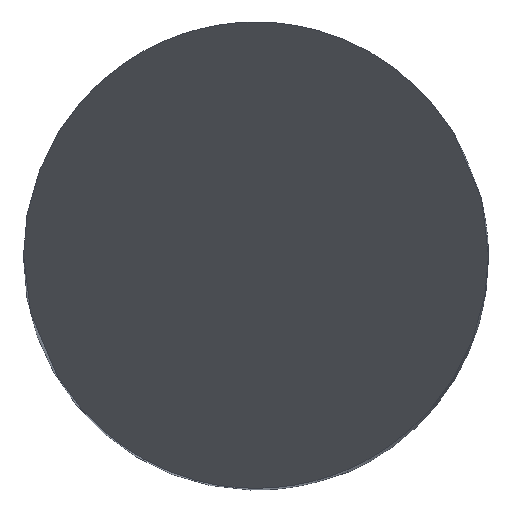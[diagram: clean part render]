
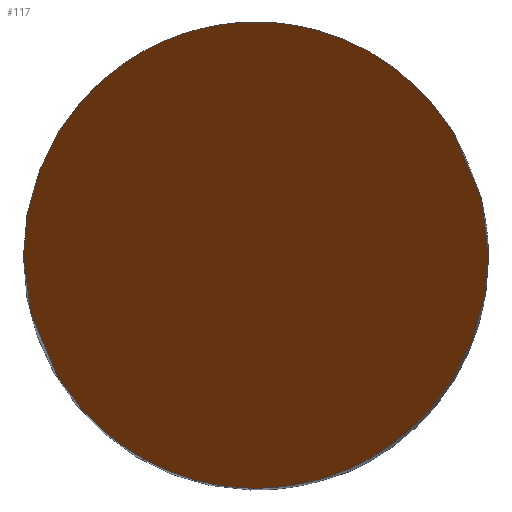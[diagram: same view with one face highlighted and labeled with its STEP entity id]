
A CAD part, top view. The second image highlights one B-rep face of the part: STEP entity #117.
In plain terms, the highlighted planar face has unit normal (0, -0.866, 0.5).
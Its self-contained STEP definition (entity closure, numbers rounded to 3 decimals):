
#117=ADVANCED_FACE('',(#154),#143,.F.);
#143=PLANE('',#512);
#154=FACE_OUTER_BOUND('',#180,.T.);
#180=EDGE_LOOP('',(#206,#207));
#206=ORIENTED_EDGE('',*,*,#379,.T.);
#207=ORIENTED_EDGE('',*,*,#380,.T.);
#336=VERTEX_POINT('',#662);
#337=VERTEX_POINT('',#663);
#379=EDGE_CURVE('',#336,#337,#444,.T.);
#380=EDGE_CURVE('',#337,#336,#445,.T.);
#444=(
BOUNDED_CURVE()
B_SPLINE_CURVE(3,(#658,#659,#660,#661),.UNSPECIFIED.,.F.,.F.)
B_SPLINE_CURVE_WITH_KNOTS((4,4),(0.,1.),.UNSPECIFIED.)
CURVE()
GEOMETRIC_REPRESENTATION_ITEM()
RATIONAL_B_SPLINE_CURVE((1.,0.333,0.333,1.))
REPRESENTATION_ITEM('')
);
#445=(
BOUNDED_CURVE()
B_SPLINE_CURVE(3,(#664,#665,#666,#667),.UNSPECIFIED.,.F.,.F.)
B_SPLINE_CURVE_WITH_KNOTS((4,4),(0.,1.),.UNSPECIFIED.)
CURVE()
GEOMETRIC_REPRESENTATION_ITEM()
RATIONAL_B_SPLINE_CURVE((1.,0.333,0.333,1.))
REPRESENTATION_ITEM('')
);
#512=AXIS2_PLACEMENT_3D('',#668,#550,#551);
#550=DIRECTION('',(0.,0.866,-0.5));
#551=DIRECTION('',(0.,0.5,0.866));
#658=CARTESIAN_POINT('',(3.5,0.,0.));
#659=CARTESIAN_POINT('',(3.5,7.,12.124));
#660=CARTESIAN_POINT('',(-3.5,7.,12.124));
#661=CARTESIAN_POINT('',(-3.5,0.,0.));
#662=CARTESIAN_POINT('',(3.5,0.,0.));
#663=CARTESIAN_POINT('',(-3.5,0.,0.));
#664=CARTESIAN_POINT('',(-3.5,0.,0.));
#665=CARTESIAN_POINT('',(-3.5,-7.,-12.124));
#666=CARTESIAN_POINT('',(3.5,-7.,-12.124));
#667=CARTESIAN_POINT('',(3.5,0.,0.));
#668=CARTESIAN_POINT('',(3.75,-3.5,-6.062));
